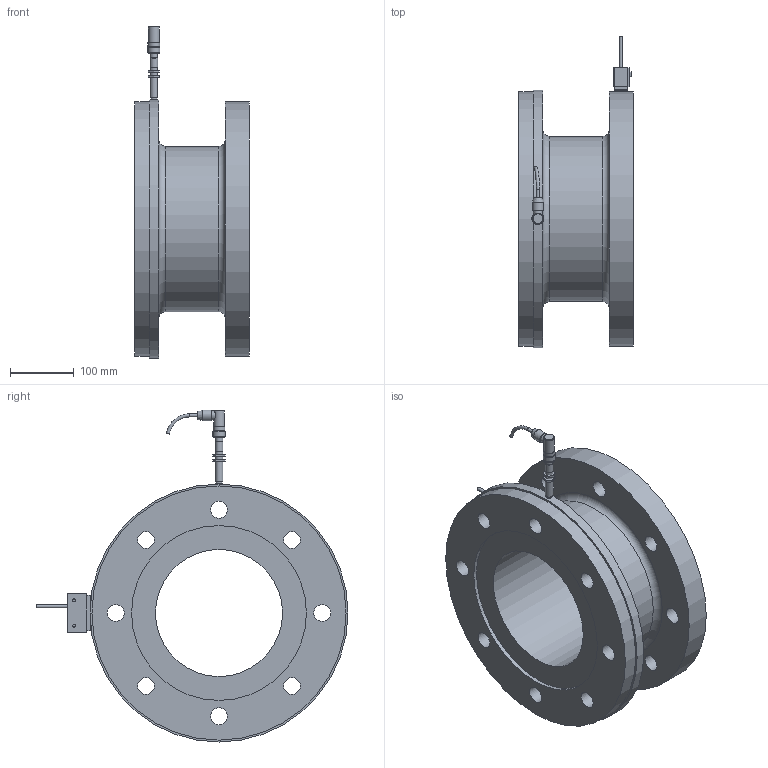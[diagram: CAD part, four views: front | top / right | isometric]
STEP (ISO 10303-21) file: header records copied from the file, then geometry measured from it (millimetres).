
FILE_DESCRIPTION (( 'STEP AP203' ), '1' );
FILE_NAME ('TF318-320_Mock-up.STEP', '2021-06-17T09:29:54', ( 'magtroladmin' ), ( 'Hewlett-Packard Company' ), 'SwSTEP 2.0', 'SolidWorks 2021', '' );
FILE_SCHEMA (( 'CONFIG_CONTROL_DESIGN' ));
Length unit declared in the file: millimetre
Products named in the file (11): 425-218-601-011; 425-218-600-011; 957.20.01.0007; 957.11.07.2501; TF318-320_Mock-up_Dessin de vente TF318-319; 957.34.40.4890_pr data-sheet; 947.01.XX.XXXX_›04.3x08x0.8 (947.01.03.0022-VZPB); 946.01.XX.XXXX_M04 (946.01.60.1040-INOX A4); TF318-320_Mock-up; Moque_Pick-up_TF218; 425-210-420-023_sans connecteur
Assembly tree (12 placements, depth 3):
  TF318-320_Mock-up
    TF318-320_Mock-up_Dessin de vente TF318-319
    425-218-600-011
      425-218-601-011
      Moque_Pick-up_TF218
    425-210-420-023_sans connecteur
      957.20.01.0007
      957.11.07.2501
      957.34.40.4890_pr data-sheet
    946.01.XX.XXXX_M04 (946.01.60.1040-INOX A4)  x2
    947.01.XX.XXXX_›04.3x08x0.8 (947.01.03.0022-VZPB)  x2
Bounding box: 180 x 491 x 522.5 mm (x, y, z)
Volume: 8915900.4 mm3; surface area: 694454.2 mm2
Topology: 12 solids, 12 shells, 186 faces, 388 edges, 244 vertices
Faces by surface type: plane 79, cylinder 52, cone 52, torus 3
Full cylindrical faces by diameter (mm): 1.2 x1, 2 x1, 3.3 x2, 4.3 x2, 4.5 x4, 5 x2, 8 x2, 8.5 x1, 10 x3, 10.981 x1, 11.9 x1, 12 x1, 12.1 x1, 14 x1, 17 x2, 17.5 x1, 18 x1, 18.5 x1, 19 x1, 26.5 x16, 200 x1, 260 x1, 275 x2, 400 x2, 406 x1
Entity records: 5487 total; most frequent: CARTESIAN_POINT 1055, DIRECTION 686, ORIENTED_EDGE 532, AXIS2_PLACEMENT_3D 316, EDGE_LOOP 285, EDGE_CURVE 266, FACE_OUTER_BOUND 213, VERTEX_POINT 199
